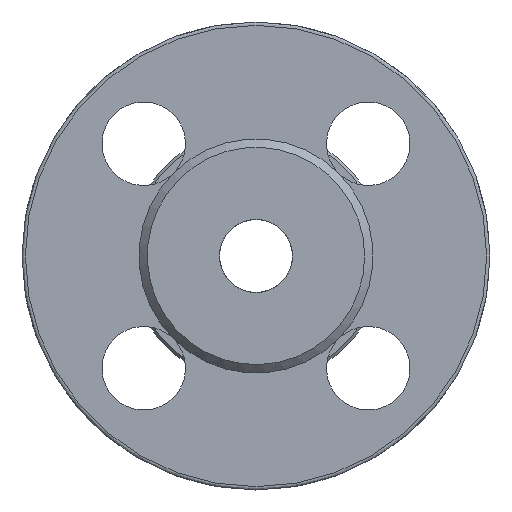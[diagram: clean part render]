
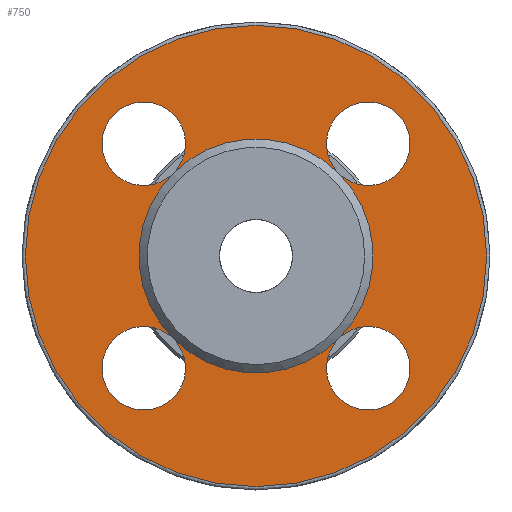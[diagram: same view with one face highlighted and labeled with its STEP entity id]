
A CAD part, front view. The second image highlights one B-rep face of the part: STEP entity #750.
In plain terms, the highlighted free-form (B-spline) face has degree [1, 1] with [2, 2] control points.
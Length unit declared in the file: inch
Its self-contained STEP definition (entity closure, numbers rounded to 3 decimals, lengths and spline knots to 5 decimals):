
#180=CARTESIAN_POINT('',(-116.95911,54.5432,13.91224));
#181=VERTEX_POINT('',#180);
#182=CARTESIAN_POINT('',(-117.18008,54.32222,13.91224));
#183=DIRECTION('',(0.,0.,-1.0));
#184=DIRECTION('',(0.707,-0.707,0.));
#185=AXIS2_PLACEMENT_3D('',#182,#183,#184);
#186=CIRCLE('',#185,0.3125);
#187=EDGE_CURVE('',#181,#181,#186,.T.);
#208=CARTESIAN_POINT('',(-115.72168,54.5432,13.91224));
#209=VERTEX_POINT('',#208);
#210=CARTESIAN_POINT('',(-115.50071,54.32222,13.91224));
#211=DIRECTION('',(0.,0.,-1.0));
#212=DIRECTION('',(0.707,-0.707,0.));
#213=AXIS2_PLACEMENT_3D('',#210,#211,#212);
#214=CIRCLE('',#213,0.3125);
#215=EDGE_CURVE('',#209,#209,#214,.T.);
#257=CARTESIAN_POINT('',(-115.72168,55.78063,13.91224));
#258=VERTEX_POINT('',#257);
#259=CARTESIAN_POINT('',(-116.34039,55.16191,13.91224));
#260=DIRECTION('',(0.0,0.0,1.0));
#261=DIRECTION('',(1.0,0.0,0.0));
#262=AXIS2_PLACEMENT_3D('',#259,#260,#261);
#263=CIRCLE('',#262,0.875);
#264=EDGE_CURVE('',#209,#258,#263,.T.);
#266=CARTESIAN_POINT('',(-116.95911,55.78063,13.91224));
#267=VERTEX_POINT('',#266);
#268=CARTESIAN_POINT('',(-116.34039,55.16191,13.91224));
#269=DIRECTION('',(0.0,0.0,1.0));
#270=DIRECTION('',(1.0,0.0,0.0));
#271=AXIS2_PLACEMENT_3D('',#268,#269,#270);
#272=CIRCLE('',#271,0.875);
#273=EDGE_CURVE('',#258,#267,#272,.T.);
#275=CARTESIAN_POINT('',(-116.34039,55.16191,13.91224));
#276=DIRECTION('',(0.0,0.0,-1.0));
#277=DIRECTION('',(1.0,0.0,0.0));
#278=AXIS2_PLACEMENT_3D('',#275,#276,#277);
#279=CIRCLE('',#278,0.875);
#280=EDGE_CURVE('',#181,#267,#279,.T.);
#282=CARTESIAN_POINT('',(-116.34039,55.16191,13.91224));
#283=DIRECTION('',(0.0,0.0,-1.0));
#284=DIRECTION('',(1.0,0.0,0.0));
#285=AXIS2_PLACEMENT_3D('',#282,#283,#284);
#286=CIRCLE('',#285,0.875);
#287=EDGE_CURVE('',#209,#181,#286,.T.);
#465=CARTESIAN_POINT('',(-117.18008,56.0016,13.91224));
#466=DIRECTION('',(0.,0.,1.));
#467=DIRECTION('',(0.707,0.707,0.));
#468=AXIS2_PLACEMENT_3D('',#465,#466,#467);
#469=CIRCLE('',#468,0.3125);
#470=EDGE_CURVE('',#267,#267,#469,.T.);
#504=CARTESIAN_POINT('',(-115.50071,56.0016,13.91224));
#505=DIRECTION('',(0.,0.,1.));
#506=DIRECTION('',(0.707,0.707,0.));
#507=AXIS2_PLACEMENT_3D('',#504,#505,#506);
#508=CIRCLE('',#507,0.3125);
#509=EDGE_CURVE('',#258,#258,#508,.T.);
#717=CARTESIAN_POINT('',(-114.61539,55.16191,13.91224));
#718=VERTEX_POINT('',#717);
#719=CARTESIAN_POINT('',(-116.34039,55.16191,13.91224));
#720=DIRECTION('',(0.0,0.0,1.0));
#721=DIRECTION('',(0.0,1.0,0.0));
#722=AXIS2_PLACEMENT_3D('',#719,#720,#721);
#723=CIRCLE('',#722,1.725);
#724=EDGE_CURVE('',#718,#718,#723,.T.);
#732=CARTESIAN_POINT('',(-112.89039,55.16191,13.91224));
#733=CARTESIAN_POINT('',(-116.34039,58.61191,13.91224));
#734=CARTESIAN_POINT('',(-116.34039,51.71191,13.91224));
#735=CARTESIAN_POINT('',(-119.79039,55.16191,13.91224));
#736=B_SPLINE_SURFACE_WITH_KNOTS('',1,1,((#732,#734),(#733,#735)),.UNSPECIFIED.,.F.,.F.,.U.,(2,2),(2,2),(0.0,4.87904),(0.0,4.87904),.UNSPECIFIED.);
#737=ORIENTED_EDGE('',*,*,#724,.T.);
#738=EDGE_LOOP('',(#737));
#739=FACE_OUTER_BOUND('',#738,.T.);
#740=ORIENTED_EDGE('',*,*,#264,.F.);
#741=ORIENTED_EDGE('',*,*,#215,.T.);
#742=ORIENTED_EDGE('',*,*,#287,.T.);
#743=ORIENTED_EDGE('',*,*,#187,.T.);
#744=ORIENTED_EDGE('',*,*,#280,.T.);
#745=ORIENTED_EDGE('',*,*,#470,.F.);
#746=ORIENTED_EDGE('',*,*,#273,.F.);
#747=ORIENTED_EDGE('',*,*,#509,.F.);
#748=EDGE_LOOP('',(#740,#741,#742,#743,#744,#745,#746,#747));
#749=FACE_BOUND('',#748,.T.);
#750=ADVANCED_FACE('',(#739,#749),#736,.T.);
